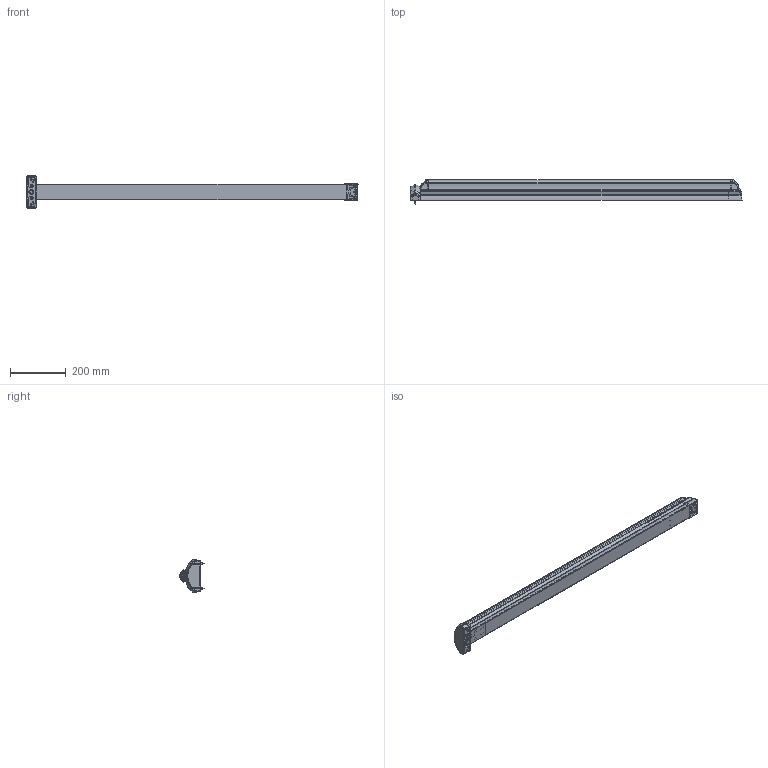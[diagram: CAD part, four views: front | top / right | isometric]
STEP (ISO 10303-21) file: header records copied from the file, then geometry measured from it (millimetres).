
FILE_DESCRIPTION((''),'2;1');
FILE_NAME('159711000_SW','2019-10-18T15:26:35',('MLOLI'),(''),'CREO PARAMETRIC BY PTC INC, 2018420','CREO PARAMETRIC BY PTC INC, 2018420','');
FILE_SCHEMA(('CONFIG_CONTROL_DESIGN'));
Products named in the file (1): 159711000_SW
Bounding box: 1196.5 x 89.22 x 118.79 mm (x, y, z)
Volume: 753117.1 mm3; surface area: 691085.4 mm2
Topology: 3 solids, 3 shells, 1661 faces, 4563 edges, 2914 vertices
Faces by surface type: plane 707, cylinder 421, bspline 301, extrusion 67, cone 66, torus 61, sphere 38
Entity records: 85051 total; most frequent: CARTESIAN_POINT 45349, ORIENTED_EDGE 9110, DIRECTION 6985, EDGE_CURVE 4555, VERTEX_POINT 2914, VECTOR 2393, LINE 2326, AXIS2_PLACEMENT_3D 2296
